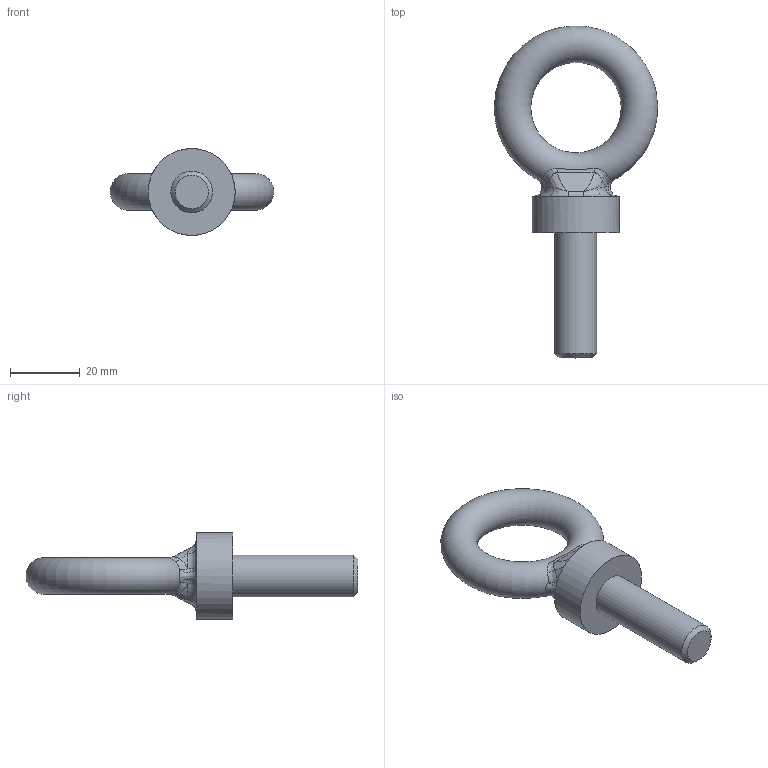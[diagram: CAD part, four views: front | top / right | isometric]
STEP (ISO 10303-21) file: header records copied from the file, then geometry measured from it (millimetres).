
FILE_DESCRIPTION(/* description */ (''),/* implementation_level */ '2;1');
FILE_NAME(/* name */ 'RGS_12.stp',/* time_stamp */ '2017-11-17T12:16:09+01:00',/* author */ (''),/* organization */ (''),/* preprocessor_version */ 'ST-DEVELOPER v16',/* originating_system */ 'SIEMENS PLM Software NX 11.0',/* authorisation */ '');
FILE_SCHEMA (('AUTOMOTIVE_DESIGN { 1 0 10303 214 3 1 1 1 }'));
Length unit declared in the file: millimetre
Products named in the file (1): RGS_12
Bounding box: 46.99 x 95.47 x 25 mm (x, y, z)
Volume: 20159.6 mm3; surface area: 6695.9 mm2
Topology: 1 solids, 1 shells, 43 faces, 93 edges, 52 vertices
Faces by surface type: bspline 20, cylinder 8, plane 5, torus 5, sphere 4, cone 1
Full cylindrical faces by diameter (mm): 12 x1, 25 x1
Entity records: 1570 total; most frequent: CARTESIAN_POINT 721, ORIENTED_EDGE 174, DIRECTION 150, EDGE_CURVE 87, AXIS2_PLACEMENT_3D 73, VERTEX_POINT 50, EDGE_LOOP 47, ADVANCED_FACE 43
